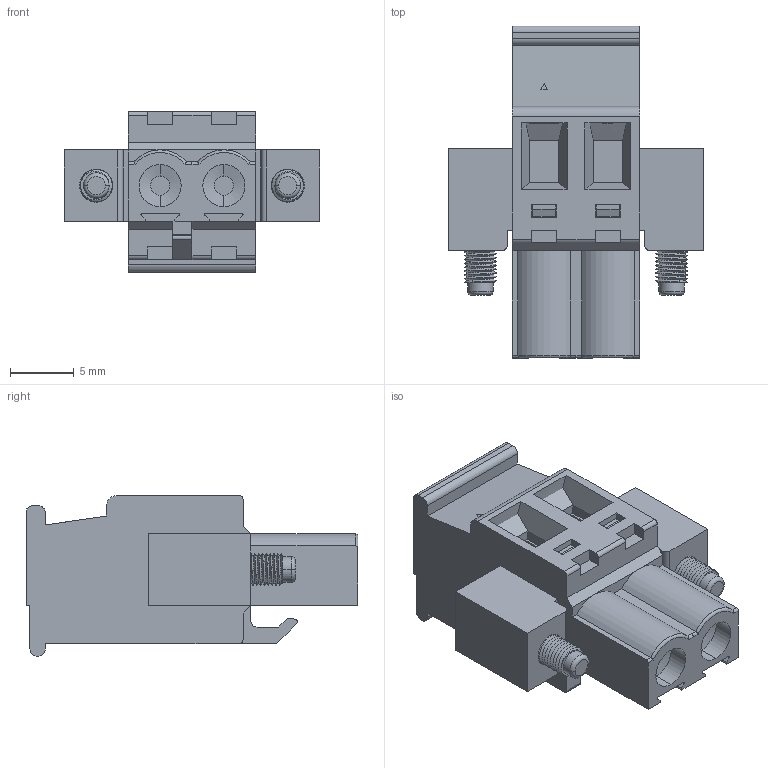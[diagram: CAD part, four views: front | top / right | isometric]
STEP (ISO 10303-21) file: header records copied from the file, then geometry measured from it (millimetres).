
FILE_DESCRIPTION (( 'STEP AP214' ), '1' );
FILE_NAME ('2EDGKBM-5.0-02P-14-00AH.STEP', '2021-03-08T21:32:07', ( '' ), ( '' ), 'SwSTEP 2.0', 'SolidWorks 2020', '' );
FILE_SCHEMA (( 'AUTOMOTIVE_DESIGN' ));
Length unit declared in the file: millimetre
Products named in the file (1): 2EDGKBM-5.0-02P-14-00AH
Bounding box: 20 x 26 x 12.6 mm (x, y, z)
Volume: 2314.2 mm3; surface area: 2485.4 mm2
Topology: 1 solids, 1 shells, 600 faces, 1560 edges, 1020 vertices
Faces by surface type: plane 354, bspline 136, cylinder 70, torus 28, cone 12
Entity records: 30898 total; most frequent: CARTESIAN_POINT 12845, ORIENTED_EDGE 3118, DIRECTION 2380, EDGE_CURVE 1559, LINE 1036, VECTOR 1036, VERTEX_POINT 1018, AXIS2_PLACEMENT_3D 672
